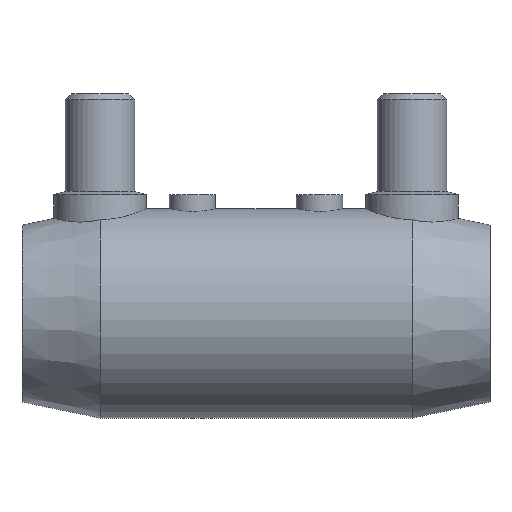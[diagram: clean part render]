
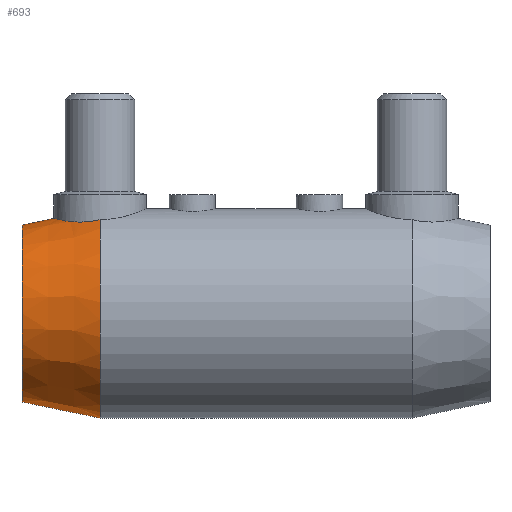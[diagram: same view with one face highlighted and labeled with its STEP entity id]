
A CAD part, top view. The second image highlights one B-rep face of the part: STEP entity #693.
In plain terms, the highlighted conical face has half-angle 11.717 degrees and reference radius 16.7 mm.
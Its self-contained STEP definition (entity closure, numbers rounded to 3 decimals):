
#411 = EDGE_CURVE( '', #825, #737, #1127, .T. );
#489 = EDGE_CURVE( '', #491, #553, #1211, .T. );
#491 = VERTEX_POINT( '', #1213 );
#553 = VERTEX_POINT( '', #1283 );
#693 = ADVANCED_FACE( '', ( #1445 ), #1446, .T. );
#737 = VERTEX_POINT( '', #1494 );
#771 = EDGE_CURVE( '', #491, #825, #1536, .T. );
#779 = VERTEX_POINT( '', #1544 );
#825 = VERTEX_POINT( '', #1591 );
#909 = EDGE_CURVE( '', #779, #553, #1685, .T. );
#975 = EDGE_CURVE( '', #737, #779, #1764, .T. );
#1127 = CIRCLE( '', #1930, 18.1 );
#1211 = CIRCLE( '', #2121, 15.3 );
#1213 = CARTESIAN_POINT( '', ( -41., -15.3, 0. ) );
#1283 = CARTESIAN_POINT( '', ( -41., 15.3, 0. ) );
#1445 = FACE_OUTER_BOUND( '', #2524, .T. );
#1446 = CONICAL_SURFACE( '', #2525, 16.7, 0.205 );
#1494 = CARTESIAN_POINT( '', ( -27.5, 16.236, 8. ) );
#1536 = LINE( '', #2706, #2707 );
#1544 = CARTESIAN_POINT( '', ( -35.5, 16.441, 0. ) );
#1591 = CARTESIAN_POINT( '', ( -27.5, -18.1, 0. ) );
#1685 = LINE( '', #2909, #2910 );
#1764 = B_SPLINE_CURVE_WITH_KNOTS( '', 3, ( #3074, #3075, #3076, #3077, #3078, #3079, #3080, #3081, #3082, #3083, #3084, #3085, #3086, #3087, #3088, #3089, #3090, #3091, #3092, #3093, #3094, #3095, #3096, #3097, #3098, #3099, #3100, #3101, #3102, #3103, #3104, #3105, #3106, #3107, #3108, #3109, #3110, #3111 ), .UNSPECIFIED., .F., .F., ( 4, 2, 2, 2, 2, 2, 2, 2, 2, 2, 2, 2, 2, 2, 2, 2, 2, 2, 4 ), ( 8.31, 9.044, 10.457, 11.871, 13.284, 14.698, 16.129, 17.561, 18.993, 20.425, 21.857, 23.289, 24.721, 26.152, 27.566, 28.979, 30.393, 31.806, 32.54 ), .UNSPECIFIED. );
#1930 = AXIS2_PLACEMENT_3D( '', #3363, #3364, #3365 );
#2121 = AXIS2_PLACEMENT_3D( '', #3450, #3451, #3452 );
#2524 = EDGE_LOOP( '', ( #3755, #3756, #3757, #3758, #3759 ) );
#2525 = AXIS2_PLACEMENT_3D( '', #3760, #3761, #3762 );
#2706 = CARTESIAN_POINT( '', ( -34.25, -16.7, 0. ) );
#2707 = VECTOR( '', #3891, 1. );
#2909 = CARTESIAN_POINT( '', ( -34.25, 16.7, 0. ) );
#2910 = VECTOR( '', #4043, 1. );
#3074 = CARTESIAN_POINT( '', ( -27.5, 16.236, 8. ) );
#3075 = CARTESIAN_POINT( '', ( -27.748, 16.179, 8. ) );
#3076 = CARTESIAN_POINT( '', ( -27.994, 16.128, 7.988 ) );
#3077 = CARTESIAN_POINT( '', ( -28.695, 15.997, 7.924 ) );
#3078 = CARTESIAN_POINT( '', ( -29.171, 15.929, 7.839 ) );
#3079 = CARTESIAN_POINT( '', ( -30.118, 15.839, 7.576 ) );
#3080 = CARTESIAN_POINT( '', ( -30.587, 15.816, 7.397 ) );
#3081 = CARTESIAN_POINT( '', ( -31.485, 15.813, 6.955 ) );
#3082 = CARTESIAN_POINT( '', ( -31.913, 15.831, 6.691 ) );
#3083 = CARTESIAN_POINT( '', ( -32.702, 15.894, 6.098 ) );
#3084 = CARTESIAN_POINT( '', ( -33.063, 15.938, 5.768 ) );
#3085 = CARTESIAN_POINT( '', ( -33.703, 16.033, 5.075 ) );
#3086 = CARTESIAN_POINT( '', ( -34.004, 16.088, 4.684 ) );
#3087 = CARTESIAN_POINT( '', ( -34.536, 16.197, 3.84 ) );
#3088 = CARTESIAN_POINT( '', ( -34.765, 16.251, 3.387 ) );
#3089 = CARTESIAN_POINT( '', ( -35.134, 16.342, 2.444 ) );
#3090 = CARTESIAN_POINT( '', ( -35.274, 16.379, 1.954 ) );
#3091 = CARTESIAN_POINT( '', ( -35.457, 16.428, 0.971 ) );
#3092 = CARTESIAN_POINT( '', ( -35.5, 16.441, 0.477 ) );
#3093 = CARTESIAN_POINT( '', ( -35.5, 16.441, -0.477 ) );
#3094 = CARTESIAN_POINT( '', ( -35.457, 16.428, -0.971 ) );
#3095 = CARTESIAN_POINT( '', ( -35.274, 16.379, -1.954 ) );
#3096 = CARTESIAN_POINT( '', ( -35.134, 16.342, -2.444 ) );
#3097 = CARTESIAN_POINT( '', ( -34.765, 16.251, -3.387 ) );
#3098 = CARTESIAN_POINT( '', ( -34.536, 16.197, -3.84 ) );
#3099 = CARTESIAN_POINT( '', ( -34.004, 16.088, -4.684 ) );
#3100 = CARTESIAN_POINT( '', ( -33.703, 16.033, -5.075 ) );
#3101 = CARTESIAN_POINT( '', ( -33.063, 15.938, -5.768 ) );
#3102 = CARTESIAN_POINT( '', ( -32.702, 15.894, -6.098 ) );
#3103 = CARTESIAN_POINT( '', ( -31.913, 15.831, -6.691 ) );
#3104 = CARTESIAN_POINT( '', ( -31.485, 15.813, -6.955 ) );
#3105 = CARTESIAN_POINT( '', ( -30.587, 15.816, -7.397 ) );
#3106 = CARTESIAN_POINT( '', ( -30.118, 15.839, -7.576 ) );
#3107 = CARTESIAN_POINT( '', ( -29.171, 15.929, -7.839 ) );
#3108 = CARTESIAN_POINT( '', ( -28.695, 15.997, -7.924 ) );
#3109 = CARTESIAN_POINT( '', ( -27.994, 16.128, -7.988 ) );
#3110 = CARTESIAN_POINT( '', ( -27.748, 16.179, -8. ) );
#3111 = CARTESIAN_POINT( '', ( -27.5, 16.236, -8. ) );
#3363 = CARTESIAN_POINT( '', ( -27.5, 0., 0. ) );
#3364 = DIRECTION( '', ( -1., 0., 0. ) );
#3365 = DIRECTION( '', ( 0., 1., 0. ) );
#3450 = CARTESIAN_POINT( '', ( -41., 0., 0. ) );
#3451 = DIRECTION( '', ( -1., 0., 0. ) );
#3452 = DIRECTION( '', ( 0., 1., 0. ) );
#3755 = ORIENTED_EDGE( '', *, *, #909, .T. );
#3756 = ORIENTED_EDGE( '', *, *, #489, .F. );
#3757 = ORIENTED_EDGE( '', *, *, #771, .T. );
#3758 = ORIENTED_EDGE( '', *, *, #411, .T. );
#3759 = ORIENTED_EDGE( '', *, *, #975, .T. );
#3760 = CARTESIAN_POINT( '', ( -34.25, 0., 0. ) );
#3761 = DIRECTION( '', ( 1., 0., 0. ) );
#3762 = DIRECTION( '', ( 0., 1., 0. ) );
#3891 = DIRECTION( '', ( 0.979, -0.203, 0. ) );
#4043 = DIRECTION( '', ( -0.979, -0.203, 0. ) );
